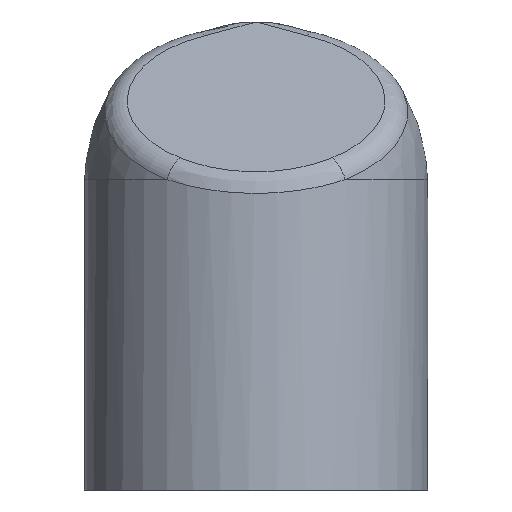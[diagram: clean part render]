
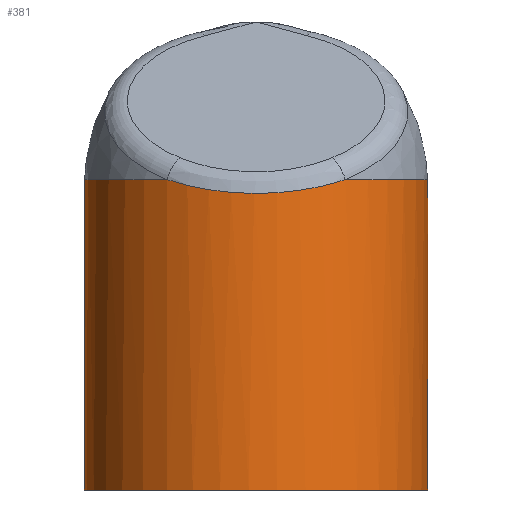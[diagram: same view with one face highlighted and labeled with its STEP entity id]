
A CAD part, left-side view. The second image highlights one B-rep face of the part: STEP entity #381.
In plain terms, the highlighted cylindrical face has radius 20 mm (diameter 40 mm), a full revolution.
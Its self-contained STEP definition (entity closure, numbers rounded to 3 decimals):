
#31=ELLIPSE('',#440,22.897,20.);
#48=CYLINDRICAL_SURFACE('',#438,20.);
#58=B_SPLINE_CURVE_WITH_KNOTS('',3,(#685,#686,#687,#688,#689,#690,#691,
#692,#693,#694,#695,#696,#697,#698,#699,#700),.UNSPECIFIED.,.F.,.F.,(4,
1,1,1,1,1,1,1,1,1,1,1,1,4),(0.,0.003,0.007,0.014,
0.021,0.024,0.028,0.031,
0.034,0.041,0.045,0.048,
0.052,0.055),.UNSPECIFIED.);
#100=ORIENTED_EDGE('',*,*,#185,.T.);
#101=ORIENTED_EDGE('',*,*,#186,.T.);
#102=ORIENTED_EDGE('',*,*,#163,.T.);
#103=ORIENTED_EDGE('',*,*,#187,.T.);
#104=ORIENTED_EDGE('',*,*,#188,.F.);
#163=EDGE_CURVE('',#211,#212,#245,.T.);
#185=EDGE_CURVE('',#232,#233,#259,.T.);
#186=EDGE_CURVE('',#233,#211,#58,.T.);
#187=EDGE_CURVE('',#212,#232,#31,.F.);
#188=EDGE_CURVE('',#234,#234,#260,.T.);
#211=VERTEX_POINT('',#572);
#212=VERTEX_POINT('',#573);
#232=VERTEX_POINT('',#683);
#233=VERTEX_POINT('',#684);
#234=VERTEX_POINT('',#703);
#245=CIRCLE('',#412,20.);
#259=CIRCLE('',#439,20.);
#260=CIRCLE('',#441,20.);
#298=EDGE_LOOP('',(#100,#101,#102,#103));
#299=EDGE_LOOP('',(#104));
#344=FACE_BOUND('',#298,.T.);
#345=FACE_BOUND('',#299,.T.);
#381=ADVANCED_FACE('',(#344,#345),#48,.T.);
#412=AXIS2_PLACEMENT_3D('',#571,#467,#468);
#438=AXIS2_PLACEMENT_3D('',#681,#519,#520);
#439=AXIS2_PLACEMENT_3D('',#682,#521,#522);
#440=AXIS2_PLACEMENT_3D('',#701,#523,#524);
#441=AXIS2_PLACEMENT_3D('',#702,#525,#526);
#467=DIRECTION('',(0.,0.,-1.));
#468=DIRECTION('',(1.,0.,0.));
#519=DIRECTION('',(0.,0.,-1.));
#520=DIRECTION('',(-1.,0.,0.));
#521=DIRECTION('',(0.,0.,-1.));
#522=DIRECTION('',(1.,0.,0.));
#523=DIRECTION('',(-0.487,0.,0.873));
#524=DIRECTION('',(-0.873,0.,-0.487));
#525=DIRECTION('',(0.,0.,-1.));
#526=DIRECTION('',(1.,0.,0.));
#571=CARTESIAN_POINT('',(0.,0.,36.157));
#572=CARTESIAN_POINT('',(11.312,-16.494,36.157));
#573=CARTESIAN_POINT('',(-17.093,-10.383,36.157));
#681=CARTESIAN_POINT('',(0.,0.,36.157));
#682=CARTESIAN_POINT('',(0.,0.,36.157));
#683=CARTESIAN_POINT('',(-17.093,10.383,36.157));
#684=CARTESIAN_POINT('',(11.312,16.494,36.157));
#685=CARTESIAN_POINT('',(11.312,16.494,36.157));
#686=CARTESIAN_POINT('',(11.482,16.377,35.019));
#687=CARTESIAN_POINT('',(12.068,15.969,32.813));
#688=CARTESIAN_POINT('',(13.798,14.567,28.803));
#689=CARTESIAN_POINT('',(16.41,11.814,24.437));
#690=CARTESIAN_POINT('',(18.713,7.595,21.098));
#691=CARTESIAN_POINT('',(19.809,3.377,19.563));
#692=CARTESIAN_POINT('',(20.1,-0.059,19.161));
#693=CARTESIAN_POINT('',(19.788,-3.497,19.592));
#694=CARTESIAN_POINT('',(18.668,-7.697,21.162));
#695=CARTESIAN_POINT('',(16.84,-11.013,23.811));
#696=CARTESIAN_POINT('',(14.821,-13.49,27.106));
#697=CARTESIAN_POINT('',(13.353,-14.929,29.826));
#698=CARTESIAN_POINT('',(12.054,-15.979,32.858));
#699=CARTESIAN_POINT('',(11.482,-16.377,35.019));
#700=CARTESIAN_POINT('',(11.312,-16.494,36.157));
#701=CARTESIAN_POINT('',(0.,0.,45.685));
#702=CARTESIAN_POINT('',(0.,0.,0.));
#703=CARTESIAN_POINT('',(20.,0.,0.));
